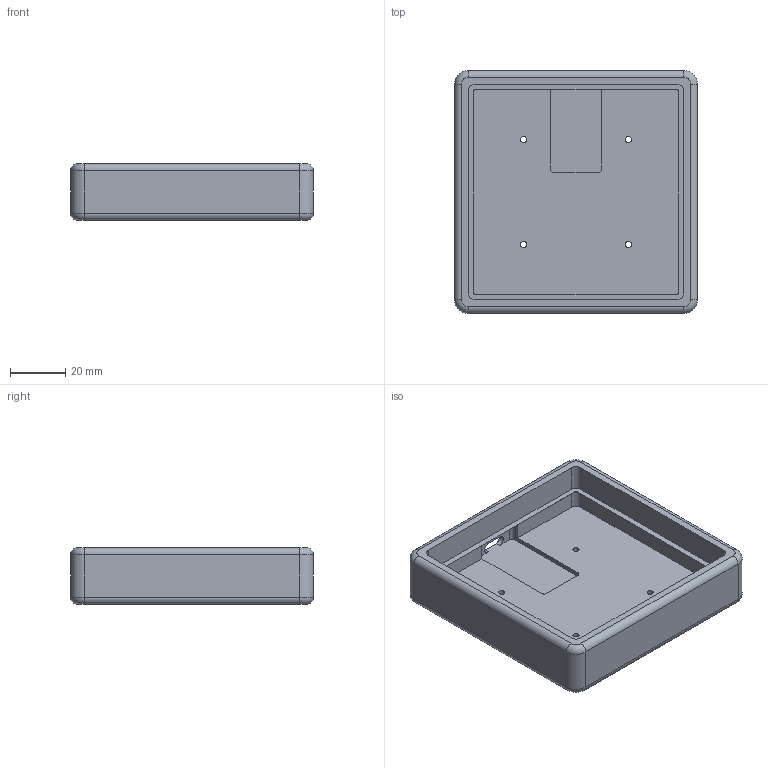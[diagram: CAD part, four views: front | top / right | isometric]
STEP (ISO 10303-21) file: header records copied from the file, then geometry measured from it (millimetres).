
FILE_DESCRIPTION(('HOOPS Exchange Step'),'2;1');
FILE_NAME('temp_export','2025-05-08T15:49:02-04:00',('jscotto'),('Shapr3D Limited'),'HOOPS Exchange 2024.8','Shapr3D','Authorized');
FILE_SCHEMA( ('AP242_MANAGED_MODEL_BASED_3D_ENGINEERING_MIM_LF {1 0 10303 442 1 1 4}') );
Length unit declared in the file: millimetre
Products named in the file (1): Case
Bounding box: 88.2 x 88.2 x 20.6 mm (x, y, z)
Volume: 50560.4 mm3; surface area: 28424 mm2
Topology: 1 solids, 1 shells, 73 faces, 201 edges, 130 vertices
Faces by surface type: cylinder 30, plane 27, cone 8, torus 8
Full cylindrical faces by diameter (mm): 2.2 x4
Entity records: 2487 total; most frequent: CARTESIAN_POINT 502, DIRECTION 433, ORIENTED_EDGE 402, EDGE_CURVE 201, AXIS2_PLACEMENT_3D 163, VERTEX_POINT 130, VECTOR 107, LINE 107
